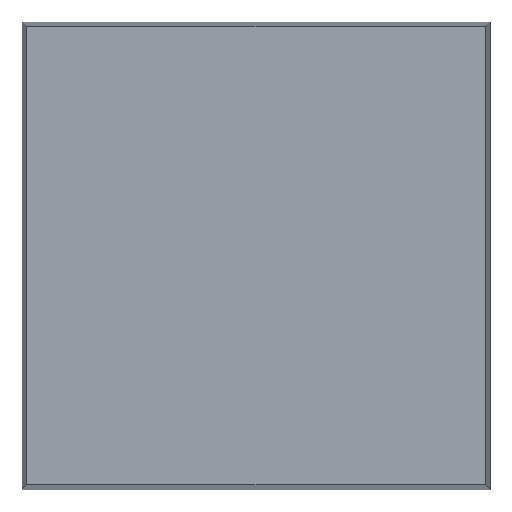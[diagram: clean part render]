
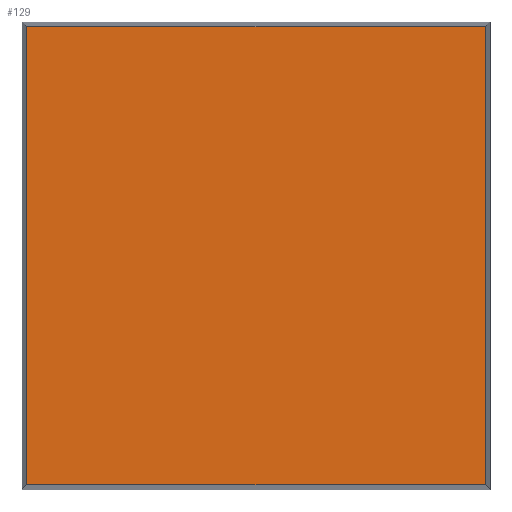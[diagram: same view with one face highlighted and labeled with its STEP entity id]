
A CAD part, top view. The second image highlights one B-rep face of the part: STEP entity #129.
In plain terms, the highlighted planar face has unit normal (0, 0, 1).
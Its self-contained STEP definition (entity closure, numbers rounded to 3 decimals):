
#129 = ADVANCED_FACE( '', ( #255 ), #256, .T. );
#255 = FACE_OUTER_BOUND( '', #374, .T. );
#256 = PLANE( '', #375 );
#374 = EDGE_LOOP( '', ( #704, #705, #706, #707 ) );
#375 = AXIS2_PLACEMENT_3D( '', #708, #709, #710 );
#704 = ORIENTED_EDGE( '', *, *, #828, .T. );
#705 = ORIENTED_EDGE( '', *, *, #859, .T. );
#706 = ORIENTED_EDGE( '', *, *, #745, .T. );
#707 = ORIENTED_EDGE( '', *, *, #818, .T. );
#708 = CARTESIAN_POINT( '', ( 0., 0., 4. ) );
#709 = DIRECTION( '', ( 0., 0., 1. ) );
#710 = DIRECTION( '', ( 1., 0., 0. ) );
#745 = EDGE_CURVE( '', #894, #892, #895, .F. );
#818 = EDGE_CURVE( '', #892, #1007, #1009, .F. );
#828 = EDGE_CURVE( '', #1007, #1020, #1022, .F. );
#859 = EDGE_CURVE( '', #1020, #894, #1058, .F. );
#892 = VERTEX_POINT( '', #1104 );
#894 = VERTEX_POINT( '', #1107 );
#895 = LINE( '', #1108, #1109 );
#1007 = VERTEX_POINT( '', #1277 );
#1009 = LINE( '', #1280, #1281 );
#1020 = VERTEX_POINT( '', #1297 );
#1022 = LINE( '', #1300, #1301 );
#1058 = LINE( '', #1354, #1355 );
#1104 = CARTESIAN_POINT( '', ( 6.56, 6.56, 4. ) );
#1107 = CARTESIAN_POINT( '', ( 6.56, -6.56, 4. ) );
#1108 = CARTESIAN_POINT( '', ( 6.56, 26.881, 4. ) );
#1109 = VECTOR( '', #1372, 1000. );
#1277 = CARTESIAN_POINT( '', ( -6.56, 6.56, 4. ) );
#1280 = CARTESIAN_POINT( '', ( 26.881, 6.56, 4. ) );
#1281 = VECTOR( '', #1430, 1000. );
#1297 = CARTESIAN_POINT( '', ( -6.56, -6.56, 4. ) );
#1300 = CARTESIAN_POINT( '', ( -6.56, 26.881, 4. ) );
#1301 = VECTOR( '', #1437, 1000. );
#1354 = CARTESIAN_POINT( '', ( 26.881, -6.56, 4. ) );
#1355 = VECTOR( '', #1455, 1000. );
#1372 = DIRECTION( '', ( 0., -1., 0. ) );
#1430 = DIRECTION( '', ( 1., 0., 0. ) );
#1437 = DIRECTION( '', ( 0., 1., 0. ) );
#1455 = DIRECTION( '', ( -1., 0., 0. ) );
